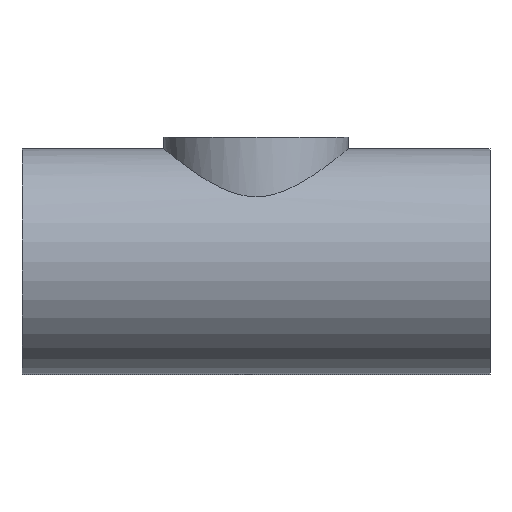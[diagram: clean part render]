
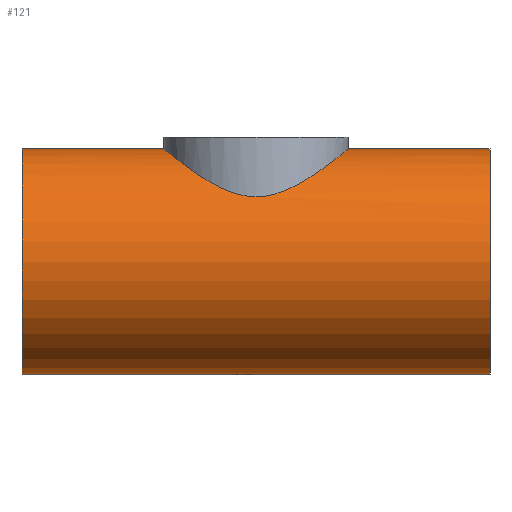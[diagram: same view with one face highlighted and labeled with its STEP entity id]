
A CAD part, front view. The second image highlights one B-rep face of the part: STEP entity #121.
In plain terms, the highlighted cylindrical face has radius 69.9 mm (diameter 139.8 mm), a full revolution.
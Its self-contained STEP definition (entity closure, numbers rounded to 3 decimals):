
#21=FACE_BOUND('',#39,.T.);
#28=FACE_OUTER_BOUND('',#38,.T.);
#38=EDGE_LOOP('',(#104,#105,#106,#107));
#39=EDGE_LOOP('',(#108,#109));
#46=CIRCLE('',#152,69.9);
#47=CIRCLE('',#154,69.9);
#51=LINE('',#350,#55);
#55=VECTOR('',#185,69.9);
#58=B_SPLINE_CURVE_WITH_KNOTS('',3,(#275,#276,#277,#278,#279,#280,#281,
#282,#283,#284,#285,#286,#287,#288,#289,#290,#291,#292),.UNSPECIFIED.,.F.,
 .F.,(4,2,2,2,2,2,2,2,4),(0.,1.181,2.362,3.543,
4.724,5.863,7.002,8.141,9.279),
 .UNSPECIFIED.);
#59=B_SPLINE_CURVE_WITH_KNOTS('',3,(#293,#294,#295,#296,#297,#298,#299,
#300,#301,#302,#303,#304,#305,#306,#307,#308,#309,#310,#311,#312,#313,#314,
#315,#316,#317,#318,#319,#320,#321,#322,#323,#324,#325,#326,#327,#328,#329,
#330,#331,#332,#333,#334,#335,#336,#337,#338,#339,#340,#341,#342),
 .UNSPECIFIED.,.F.,.F.,(4,2,2,2,2,2,2,2,2,2,2,2,2,2,2,2,2,2,2,2,2,2,2,2,
4),(9.279,10.418,11.557,12.696,
13.834,15.015,16.197,17.378,18.559,
19.74,20.921,22.102,23.283,24.422,
25.56,26.699,27.838,28.977,30.116,
31.254,32.393,33.574,34.755,35.936,
37.117),.UNSPECIFIED.);
#66=VERTEX_POINT('',#272);
#67=VERTEX_POINT('',#274);
#68=VERTEX_POINT('',#345);
#69=VERTEX_POINT('',#348);
#79=EDGE_CURVE('',#67,#66,#58,.T.);
#80=EDGE_CURVE('',#66,#67,#59,.T.);
#81=EDGE_CURVE('',#68,#68,#46,.T.);
#82=EDGE_CURVE('',#69,#69,#47,.T.);
#83=EDGE_CURVE('',#69,#68,#51,.T.);
#104=ORIENTED_EDGE('',*,*,#82,.F.);
#105=ORIENTED_EDGE('',*,*,#83,.T.);
#106=ORIENTED_EDGE('',*,*,#81,.F.);
#107=ORIENTED_EDGE('',*,*,#83,.F.);
#108=ORIENTED_EDGE('',*,*,#79,.T.);
#109=ORIENTED_EDGE('',*,*,#80,.T.);
#115=CYLINDRICAL_SURFACE('',#153,69.9);
#121=ADVANCED_FACE('',(#28,#21),#115,.T.);
#152=AXIS2_PLACEMENT_3D('',#346,#179,#180);
#153=AXIS2_PLACEMENT_3D('',#347,#181,#182);
#154=AXIS2_PLACEMENT_3D('',#349,#183,#184);
#179=DIRECTION('center_axis',(-1.,0.,0.));
#180=DIRECTION('ref_axis',(0.,1.,0.));
#181=DIRECTION('center_axis',(1.,0.,0.));
#182=DIRECTION('ref_axis',(0.,1.,0.));
#183=DIRECTION('center_axis',(1.,0.,0.));
#184=DIRECTION('ref_axis',(0.,1.,0.));
#185=DIRECTION('',(-1.,0.,0.));
#272=CARTESIAN_POINT('',(-57.15,0.,69.9));
#274=CARTESIAN_POINT('',(0.,-57.15,40.248));
#275=CARTESIAN_POINT('Ctrl Pts',(0.,-57.15,40.248));
#276=CARTESIAN_POINT('Ctrl Pts',(-3.937,-57.15,40.248));
#277=CARTESIAN_POINT('Ctrl Pts',(-7.818,-56.742,40.841));
#278=CARTESIAN_POINT('Ctrl Pts',(-15.318,-55.192,42.913));
#279=CARTESIAN_POINT('Ctrl Pts',(-18.94,-54.05,44.38));
#280=CARTESIAN_POINT('Ctrl Pts',(-25.821,-51.121,47.724));
#281=CARTESIAN_POINT('Ctrl Pts',(-29.084,-49.332,49.6));
#282=CARTESIAN_POINT('Ctrl Pts',(-35.135,-45.222,53.374));
#283=CARTESIAN_POINT('Ctrl Pts',(-37.922,-42.9,55.271));
#284=CARTESIAN_POINT('Ctrl Pts',(-42.811,-38.011,58.735));
#285=CARTESIAN_POINT('Ctrl Pts',(-45.11,-35.278,60.44));
#286=CARTESIAN_POINT('Ctrl Pts',(-49.238,-29.242,63.58));
#287=CARTESIAN_POINT('Ctrl Pts',(-51.066,-25.939,65.014));
#288=CARTESIAN_POINT('Ctrl Pts',(-54.055,-18.938,67.387));
#289=CARTESIAN_POINT('Ctrl Pts',(-55.218,-15.232,68.328));
#290=CARTESIAN_POINT('Ctrl Pts',(-56.766,-7.661,69.585));
#291=CARTESIAN_POINT('Ctrl Pts',(-57.15,-3.796,69.9));
#292=CARTESIAN_POINT('Ctrl Pts',(-57.15,0.,69.9));
#293=CARTESIAN_POINT('Ctrl Pts',(-57.15,0.,69.9));
#294=CARTESIAN_POINT('Ctrl Pts',(-57.15,3.796,69.9));
#295=CARTESIAN_POINT('Ctrl Pts',(-56.766,7.661,69.585));
#296=CARTESIAN_POINT('Ctrl Pts',(-55.218,15.232,68.328));
#297=CARTESIAN_POINT('Ctrl Pts',(-54.055,18.938,67.387));
#298=CARTESIAN_POINT('Ctrl Pts',(-51.066,25.939,65.014));
#299=CARTESIAN_POINT('Ctrl Pts',(-49.238,29.242,63.58));
#300=CARTESIAN_POINT('Ctrl Pts',(-45.11,35.278,60.44));
#301=CARTESIAN_POINT('Ctrl Pts',(-42.811,38.011,58.735));
#302=CARTESIAN_POINT('Ctrl Pts',(-37.922,42.9,55.271));
#303=CARTESIAN_POINT('Ctrl Pts',(-35.135,45.222,53.374));
#304=CARTESIAN_POINT('Ctrl Pts',(-29.084,49.332,49.6));
#305=CARTESIAN_POINT('Ctrl Pts',(-25.821,51.121,47.724));
#306=CARTESIAN_POINT('Ctrl Pts',(-18.94,54.05,44.38));
#307=CARTESIAN_POINT('Ctrl Pts',(-15.318,55.192,42.913));
#308=CARTESIAN_POINT('Ctrl Pts',(-7.818,56.742,40.841));
#309=CARTESIAN_POINT('Ctrl Pts',(-3.937,57.15,40.248));
#310=CARTESIAN_POINT('Ctrl Pts',(3.937,57.15,40.248));
#311=CARTESIAN_POINT('Ctrl Pts',(7.818,56.742,40.841));
#312=CARTESIAN_POINT('Ctrl Pts',(15.318,55.192,42.913));
#313=CARTESIAN_POINT('Ctrl Pts',(18.94,54.05,44.38));
#314=CARTESIAN_POINT('Ctrl Pts',(25.821,51.121,47.724));
#315=CARTESIAN_POINT('Ctrl Pts',(29.084,49.332,49.6));
#316=CARTESIAN_POINT('Ctrl Pts',(35.135,45.222,53.374));
#317=CARTESIAN_POINT('Ctrl Pts',(37.922,42.9,55.271));
#318=CARTESIAN_POINT('Ctrl Pts',(42.811,38.011,58.735));
#319=CARTESIAN_POINT('Ctrl Pts',(45.11,35.278,60.44));
#320=CARTESIAN_POINT('Ctrl Pts',(49.238,29.242,63.58));
#321=CARTESIAN_POINT('Ctrl Pts',(51.066,25.939,65.014));
#322=CARTESIAN_POINT('Ctrl Pts',(54.055,18.938,67.387));
#323=CARTESIAN_POINT('Ctrl Pts',(55.218,15.232,68.328));
#324=CARTESIAN_POINT('Ctrl Pts',(56.766,7.661,69.585));
#325=CARTESIAN_POINT('Ctrl Pts',(57.15,3.796,69.9));
#326=CARTESIAN_POINT('Ctrl Pts',(57.15,-3.796,69.9));
#327=CARTESIAN_POINT('Ctrl Pts',(56.766,-7.661,69.585));
#328=CARTESIAN_POINT('Ctrl Pts',(55.218,-15.232,68.328));
#329=CARTESIAN_POINT('Ctrl Pts',(54.055,-18.938,67.387));
#330=CARTESIAN_POINT('Ctrl Pts',(51.066,-25.939,65.014));
#331=CARTESIAN_POINT('Ctrl Pts',(49.238,-29.242,63.58));
#332=CARTESIAN_POINT('Ctrl Pts',(45.11,-35.278,60.44));
#333=CARTESIAN_POINT('Ctrl Pts',(42.811,-38.011,58.735));
#334=CARTESIAN_POINT('Ctrl Pts',(37.922,-42.9,55.271));
#335=CARTESIAN_POINT('Ctrl Pts',(35.135,-45.222,53.374));
#336=CARTESIAN_POINT('Ctrl Pts',(29.084,-49.332,49.6));
#337=CARTESIAN_POINT('Ctrl Pts',(25.821,-51.121,47.724));
#338=CARTESIAN_POINT('Ctrl Pts',(18.94,-54.05,44.38));
#339=CARTESIAN_POINT('Ctrl Pts',(15.318,-55.192,42.913));
#340=CARTESIAN_POINT('Ctrl Pts',(7.818,-56.742,40.841));
#341=CARTESIAN_POINT('Ctrl Pts',(3.937,-57.15,40.248));
#342=CARTESIAN_POINT('Ctrl Pts',(0.,-57.15,40.248));
#345=CARTESIAN_POINT('',(-145.,-69.9,0.));
#346=CARTESIAN_POINT('Origin',(-145.,0.,0.));
#347=CARTESIAN_POINT('Origin',(0.,0.,0.));
#348=CARTESIAN_POINT('',(145.,-69.9,0.));
#349=CARTESIAN_POINT('Origin',(145.,0.,0.));
#350=CARTESIAN_POINT('',(0.,-69.9,0.));
